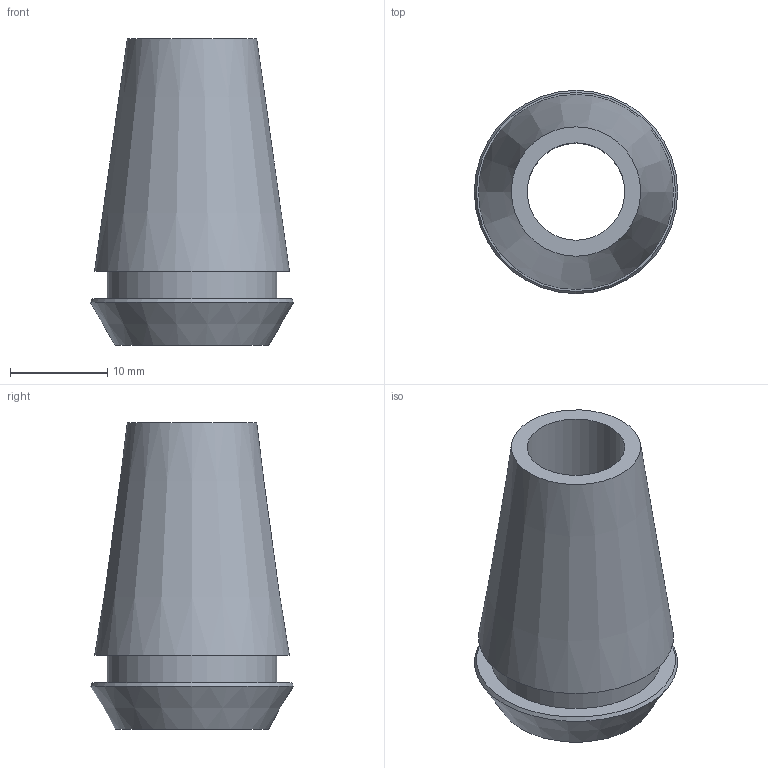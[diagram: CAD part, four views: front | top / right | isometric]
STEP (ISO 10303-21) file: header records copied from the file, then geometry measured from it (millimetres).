
FILE_DESCRIPTION(/* description */ (''),/* implementation_level */ '2;1');
FILE_NAME(/* name */ '393.14-20D100X080.stp',/* time_stamp */ '2019-05-09T10:38:12+05:00',/* author */ (''),/* organization */ (''),/* preprocessor_version */ 'ST-DEVELOPER v16.7',/* originating_system */ 'SIEMENS PLM Software NX 12.0',/* authorisation */ '');
FILE_SCHEMA (('AUTOMOTIVE_DESIGN { 1 0 10303 214 3 1 1 1 }'));
Length unit declared in the file: millimetre
Products named in the file (1): 393.14-20D100X080
Bounding box: 20.86 x 20.86 x 31.5 mm (x, y, z)
Volume: 4759.1 mm3; surface area: 3069.1 mm2
Topology: 1 solids, 1 shells, 9 faces, 15 edges, 10 vertices
Faces by surface type: plane 4, cone 3, cylinder 2
Full cylindrical faces by diameter (mm): 10 x1, 17.4 x1
Entity records: 240 total; most frequent: DIRECTION 44, CARTESIAN_POINT 31, AXIS2_PLACEMENT_3D 22, FACE_BOUND 18, EDGE_LOOP 18, ORIENTED_EDGE 18, ADVANCED_FACE 9, VERTEX_POINT 9
